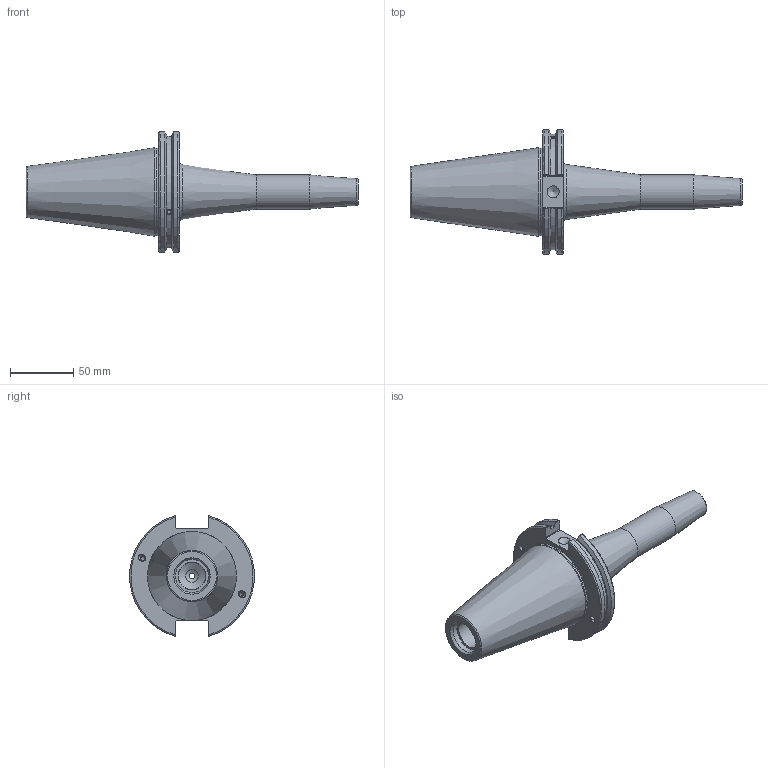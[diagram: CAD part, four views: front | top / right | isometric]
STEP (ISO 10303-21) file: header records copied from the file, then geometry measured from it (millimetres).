
FILE_DESCRIPTION(/* description */ (''),/* implementation_level */ '2;1');
FILE_NAME(/* name */ 'VL026JTW-CAT50ADB-SFH1_4CTW-6.30.stp',/* time_stamp */ '2021-06-15T15:14:16+09:00',/* author */ ('KKK'),/* organization */ (''),/* preprocessor_version */ 'ST-DEVELOPER v18',/* originating_system */ 'Autodesk Inventor 2020',/* authorisation */ '');
FILE_SCHEMA (('AUTOMOTIVE_DESIGN { 1 0 10303 214 3 1 1 }'));
Length unit declared in the file: millimetre
Products named in the file (1): LO-CAT50ADB-SFH1_4CTW-6
Bounding box: 261.6 x 98.06 x 94.69 mm (x, y, z)
Volume: 414329.6 mm3; surface area: 60825.9 mm2
Topology: 1 solids, 1 shells, 89 faces, 265 edges, 185 vertices
Faces by surface type: plane 37, cylinder 28, cone 15, torus 9
Full cylindrical faces by diameter (mm): 3.242 x4, 4.134 x3, 4.2 x2, 5 x2, 6.35 x1, 7.55 x1, 9.525 x1, 10 x1, 21.5 x1, 21.971 x1, 26.2 x1, 27 x1, 69.25 x1
Entity records: 3466 total; most frequent: CARTESIAN_POINT 1009, ORIENTED_EDGE 524, DIRECTION 501, EDGE_CURVE 262, AXIS2_PLACEMENT_3D 203, VERTEX_POINT 185, CIRCLE 111, EDGE_LOOP 109
